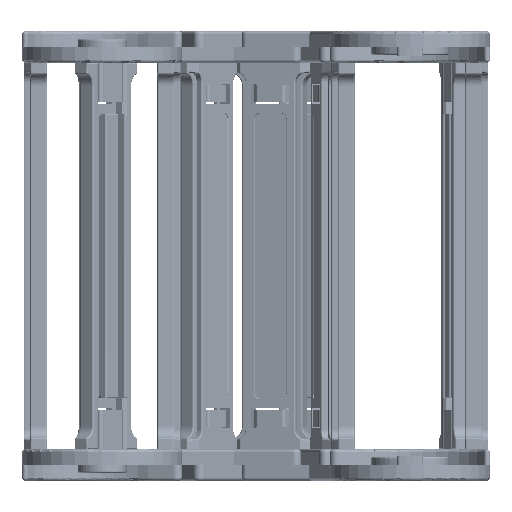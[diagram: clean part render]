
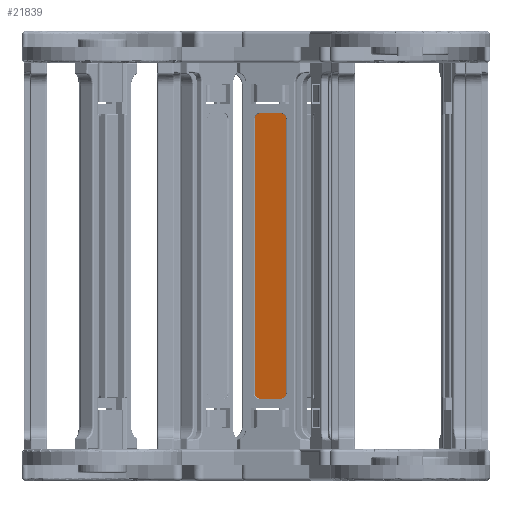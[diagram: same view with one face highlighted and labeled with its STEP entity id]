
A CAD part, left-side view. The second image highlights one B-rep face of the part: STEP entity #21839.
In plain terms, the highlighted face is planar.
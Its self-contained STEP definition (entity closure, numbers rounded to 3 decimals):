
#1232 = DIRECTION ( 'NONE',  ( 0., -1., 0. ) ) ;
#1835 = EDGE_CURVE ( 'NONE', #19808, #39333, #25429, .T. ) ;
#1965 = EDGE_CURVE ( 'NONE', #39333, #41209, #17991, .T. ) ;
#2243 = EDGE_CURVE ( 'NONE', #19808, #42011, #43678, .T. ) ;
#2569 = ORIENTED_EDGE ( 'NONE', *, *, #1835, .T. ) ;
#4194 = VECTOR ( 'NONE', #37446, 1000. ) ;
#4609 = DIRECTION ( 'NONE',  ( 0., -1., 0. ) ) ;
#4693 = LINE ( 'NONE', #45246, #19095 ) ;
#5065 = DIRECTION ( 'NONE',  ( 0., 0., 1. ) ) ;
#5225 = CARTESIAN_POINT ( 'NONE',  ( -30.54, 70.705, 70.123 ) ) ;
#6204 = CARTESIAN_POINT ( 'NONE',  ( -37.476, 70.705, -13.755 ) ) ;
#7500 = VECTOR ( 'NONE', #31794, 1000. ) ;
#9103 = ORIENTED_EDGE ( 'NONE', *, *, #10502, .T. ) ;
#10502 = EDGE_CURVE ( 'NONE', #47347, #18951, #28785, .T. ) ;
#12618 = PLANE ( 'NONE',  #16502 ) ;
#13464 = CARTESIAN_POINT ( 'NONE',  ( -39.414, 70.705, 70.123 ) ) ;
#13479 = CARTESIAN_POINT ( 'NONE',  ( -39.414, 70.705, 75.023 ) ) ;
#13523 = EDGE_CURVE ( 'NONE', #42011, #28504, #4693, .T. ) ;
#13753 = DIRECTION ( 'NONE',  ( 0., 1., 0. ) ) ;
#13873 = EDGE_LOOP ( 'NONE', ( #9103, #35674, #32857, #46250, #2569, #39639, #28091, #30710 ) ) ;
#14311 = EDGE_CURVE ( 'NONE', #41209, #46142, #31722, .T. ) ;
#15384 = CARTESIAN_POINT ( 'NONE',  ( -28.602, 70.705, -13.755 ) ) ;
#16097 = AXIS2_PLACEMENT_3D ( 'NONE', #19533, #26905, #30948 ) ;
#16502 = AXIS2_PLACEMENT_3D ( 'NONE', #5225, #4609, #5065 ) ;
#16905 = EDGE_CURVE ( 'NONE', #46142, #47347, #39628, .T. ) ;
#17987 = CARTESIAN_POINT ( 'NONE',  ( -30.54, 70.705, 76.961 ) ) ;
#17991 = CIRCLE ( 'NONE', #16097, 1.938 ) ;
#18951 = VERTEX_POINT ( 'NONE', #21706 ) ;
#19095 = VECTOR ( 'NONE', #23108, 1000. ) ;
#19533 = CARTESIAN_POINT ( 'NONE',  ( -30.54, 70.705, 75.023 ) ) ;
#19808 = VERTEX_POINT ( 'NONE', #15384 ) ;
#20990 = AXIS2_PLACEMENT_3D ( 'NONE', #6204, #13753, #35648 ) ;
#21706 = CARTESIAN_POINT ( 'NONE',  ( -39.414, 70.705, -13.755 ) ) ;
#21839 = ADVANCED_FACE ( 'NONE', ( #30721 ), #12618, .T. ) ;
#22919 = CARTESIAN_POINT ( 'NONE',  ( -28.602, 70.705, 70.123 ) ) ;
#23108 = DIRECTION ( 'NONE',  ( -1., 0., 0. ) ) ;
#25362 = AXIS2_PLACEMENT_3D ( 'NONE', #37299, #1232, #45685 ) ;
#25429 = LINE ( 'NONE', #22919, #4194 ) ;
#26905 = DIRECTION ( 'NONE',  ( 0., -1., 0. ) ) ;
#28091 = ORIENTED_EDGE ( 'NONE', *, *, #14311, .T. ) ;
#28496 = DIRECTION ( 'NONE',  ( 0., 0., -1. ) ) ;
#28504 = VERTEX_POINT ( 'NONE', #32133 ) ;
#28785 = LINE ( 'NONE', #13464, #7500 ) ;
#30710 = ORIENTED_EDGE ( 'NONE', *, *, #16905, .T. ) ;
#30721 = FACE_OUTER_BOUND ( 'NONE', #13873, .T. ) ;
#30948 = DIRECTION ( 'NONE',  ( 0., 0., 1. ) ) ;
#31559 = CIRCLE ( 'NONE', #20990, 1.938 ) ;
#31722 = LINE ( 'NONE', #43223, #46772 ) ;
#31794 = DIRECTION ( 'NONE',  ( 0., 0., -1. ) ) ;
#32061 = DIRECTION ( 'NONE',  ( 0., 1., 0. ) ) ;
#32133 = CARTESIAN_POINT ( 'NONE',  ( -37.476, 70.705, -15.693 ) ) ;
#32220 = CARTESIAN_POINT ( 'NONE',  ( -30.54, 70.705, -13.755 ) ) ;
#32378 = DIRECTION ( 'NONE',  ( -1., 0., 0. ) ) ;
#32857 = ORIENTED_EDGE ( 'NONE', *, *, #13523, .F. ) ;
#35384 = EDGE_CURVE ( 'NONE', #28504, #18951, #31559, .T. ) ;
#35648 = DIRECTION ( 'NONE',  ( 0., 0., -1. ) ) ;
#35674 = ORIENTED_EDGE ( 'NONE', *, *, #35384, .F. ) ;
#37299 = CARTESIAN_POINT ( 'NONE',  ( -37.476, 70.705, 75.023 ) ) ;
#37446 = DIRECTION ( 'NONE',  ( 0., 0., 1. ) ) ;
#39333 = VERTEX_POINT ( 'NONE', #46862 ) ;
#39628 = CIRCLE ( 'NONE', #25362, 1.938 ) ;
#39630 = CARTESIAN_POINT ( 'NONE',  ( -30.54, 70.705, -15.693 ) ) ;
#39639 = ORIENTED_EDGE ( 'NONE', *, *, #1965, .T. ) ;
#41209 = VERTEX_POINT ( 'NONE', #17987 ) ;
#42011 = VERTEX_POINT ( 'NONE', #39630 ) ;
#43223 = CARTESIAN_POINT ( 'NONE',  ( -30.54, 70.705, 76.961 ) ) ;
#43678 = CIRCLE ( 'NONE', #46681, 1.938 ) ;
#45246 = CARTESIAN_POINT ( 'NONE',  ( -30.54, 70.705, -15.693 ) ) ;
#45685 = DIRECTION ( 'NONE',  ( 0., 0., 1. ) ) ;
#46142 = VERTEX_POINT ( 'NONE', #46208 ) ;
#46208 = CARTESIAN_POINT ( 'NONE',  ( -37.476, 70.705, 76.961 ) ) ;
#46250 = ORIENTED_EDGE ( 'NONE', *, *, #2243, .F. ) ;
#46681 = AXIS2_PLACEMENT_3D ( 'NONE', #32220, #32061, #28496 ) ;
#46772 = VECTOR ( 'NONE', #32378, 1000. ) ;
#46862 = CARTESIAN_POINT ( 'NONE',  ( -28.602, 70.705, 75.023 ) ) ;
#47347 = VERTEX_POINT ( 'NONE', #13479 ) ;
